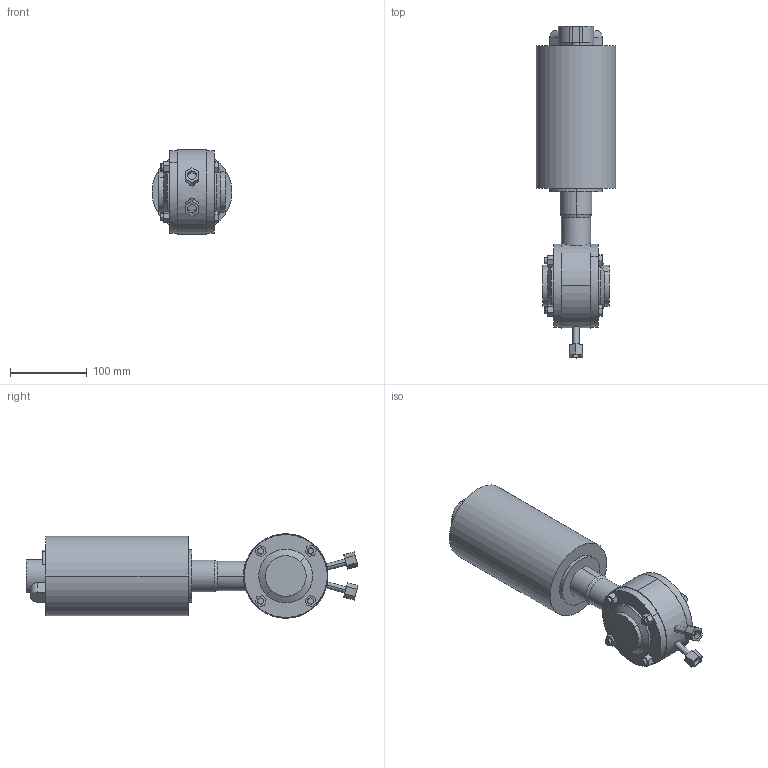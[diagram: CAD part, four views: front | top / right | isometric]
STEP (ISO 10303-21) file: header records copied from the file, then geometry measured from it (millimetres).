
FILE_DESCRIPTION (( 'STEP AP214' ), '1' );
FILE_NAME ('4867050xxx-xxx.STEP', '2014-03-07T10:01:12', ( 'install' ), ( 'Microsoft' ), 'SwSTEP 2.0', 'SolidWorks 2013', '' );
FILE_SCHEMA (( 'AUTOMOTIVE_DESIGN' ));
Length unit declared in the file: millimetre
Products named in the file (1): 4867050xxx-xxx
Bounding box: 104 x 431.8 x 110 mm (x, y, z)
Volume: 2367759.7 mm3; surface area: 139501 mm2
Topology: 1 solids, 1 shells, 516 faces, 1316 edges, 858 vertices
Faces by surface type: plane 230, bspline 215, cylinder 63, cone 8
Entity records: 20431 total; most frequent: CARTESIAN_POINT 9308, ORIENTED_EDGE 2632, DIRECTION 1613, EDGE_CURVE 1316, VERTEX_POINT 858, LINE 735, VECTOR 735, EDGE_LOOP 572
